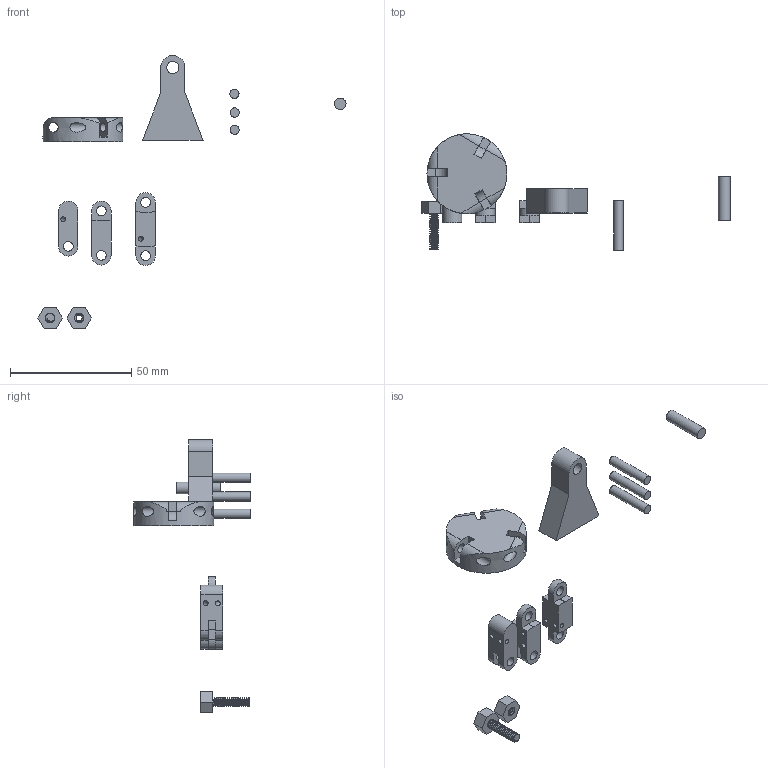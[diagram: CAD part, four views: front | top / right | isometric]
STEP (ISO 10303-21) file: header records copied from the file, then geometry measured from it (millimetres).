
FILE_DESCRIPTION(/* description */ ('STEP AP242','CAx-IF Rec.Pracs.---Representation and Presentation of Product Manufacturing Information (PMI)---4.0---2014-10-13','CAx-IF Rec.Pracs.---3D Tessellated Geometry---0.4---2014-09-14','2;1'),/* implementation_level */ '2;1');
FILE_NAME(/* name */ '688e422bc2c7e47ac8daf197',/* time_stamp */ '2025-08-02T16:51:56Z',/* author */ (''),/* organization */ (''),/* preprocessor_version */ 'ST-DEVELOPER v20',/* originating_system */ 'ONSHAPE BY PTC INC, 1.201',/* authorisation */ ' ');
FILE_SCHEMA (('AP242_MANAGED_MODEL_BASED_3D_ENGINEERING_MIM_LF { 1 0 10303 442 1 1 4 }'));
Length unit declared in the file: metre
Products named in the file (16): Part 3; Part 2; Part 6; Part 1; Part 12; Part 11; Part 14; Curve 1; Part 13; Part 5; Part 8; Part 10; Part 9; Part 4; Part 7; Curve 2
Bounding box: 126.91 x 47.93 x 112.5 mm (x, y, z)
Volume: 16092.1 mm3; surface area: 11244.7 mm2
Topology: 14 solids, 14 shells, 199 faces, 513 edges, 343 vertices
Faces by surface type: plane 127, cylinder 63, torus 5, bspline 4
Full cylindrical faces by diameter (mm): 2 x6, 3.8 x6, 4 x13, 4.8 x1, 5 x1, 32.917 x1
Entity records: 9820 total; most frequent: CARTESIAN_POINT 4552, DIRECTION 1031, ORIENTED_EDGE 944, EDGE_CURVE 472, AXIS2_PLACEMENT_3D 372, VERTEX_POINT 333, LINE 287, VECTOR 287
